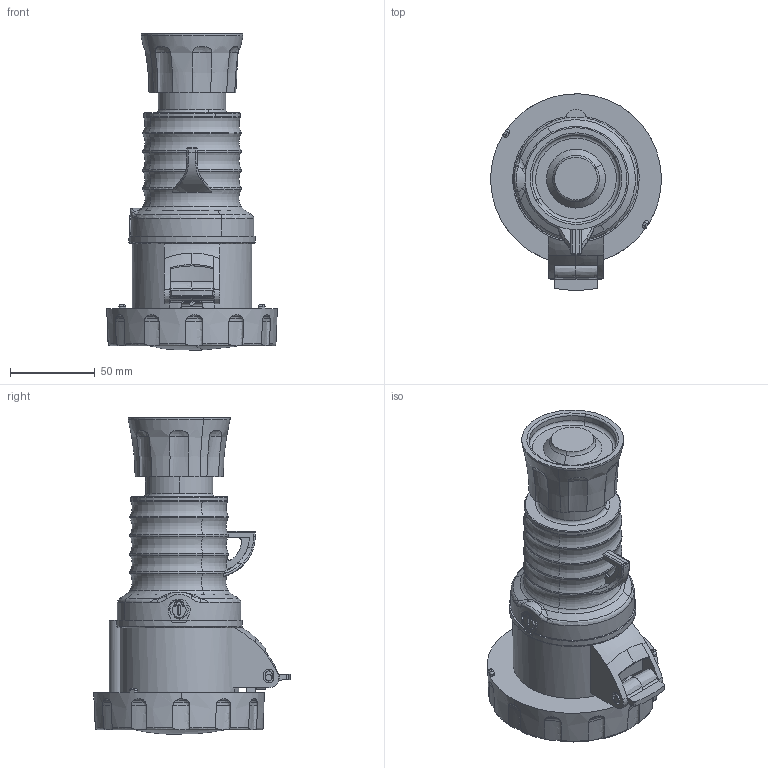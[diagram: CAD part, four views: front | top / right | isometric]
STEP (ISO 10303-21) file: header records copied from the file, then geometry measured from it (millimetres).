
FILE_DESCRIPTION((''),'2;1');
FILE_NAME('GW62042H_SW0002','2020-09-07T11:46:52',('User'),('Technoprobe spa'),'CREO PARAMETRIC BY PTC INC, 2020074','CREO PARAMETRIC BY PTC INC, 2020074','');
FILE_SCHEMA(('CONFIG_CONTROL_DESIGN'));
Length unit declared in the file: millimetre
Products named in the file (1): GW62042H_SW0002
Bounding box: 100.95 x 116.13 x 187.27 mm (x, y, z)
Volume: 651919.7 mm3; surface area: 64150.7 mm2
Topology: 1 solids, 1 shells, 385 faces, 1149 edges, 771 vertices
Faces by surface type: bspline 117, plane 95, cylinder 65, torus 64, cone 38, extrusion 4, sphere 2
Entity records: 20734 total; most frequent: CARTESIAN_POINT 11479, ORIENTED_EDGE 2288, DIRECTION 1445, EDGE_CURVE 1144, VERTEX_POINT 771, AXIS2_PLACEMENT_3D 591, B_SPLINE_CURVE_WITH_KNOTS 562, EDGE_LOOP 403
